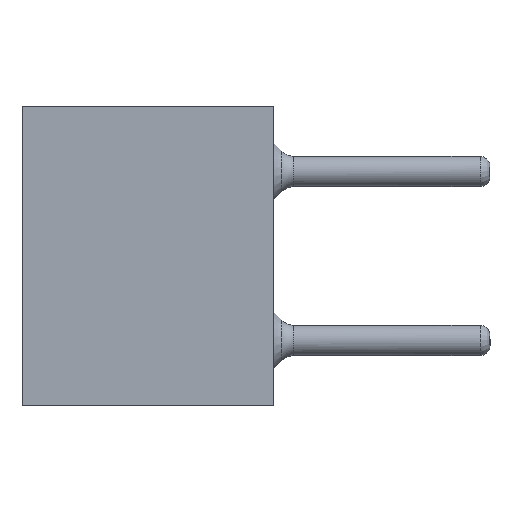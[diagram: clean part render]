
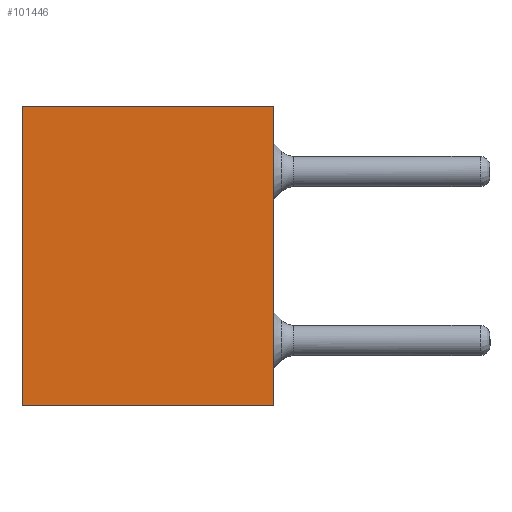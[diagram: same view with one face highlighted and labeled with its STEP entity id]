
A CAD part, left-side view. The second image highlights one B-rep face of the part: STEP entity #101446.
In plain terms, the highlighted planar face has unit normal (-1, 0, 0).
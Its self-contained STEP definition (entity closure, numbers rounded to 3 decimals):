
#93314=CARTESIAN_POINT('',(-5.08,0.,-3.25));
#93315=VERTEX_POINT('',#93314);
#93316=CARTESIAN_POINT('',(-5.08,3.8,-3.25));
#93317=VERTEX_POINT('',#93316);
#93318=CARTESIAN_POINT('',(-5.08,0.,-3.25));
#93319=CARTESIAN_POINT('',(-5.08,0.76,-3.25));
#93320=CARTESIAN_POINT('',(-5.08,1.52,-3.25));
#93321=CARTESIAN_POINT('',(-5.08,2.28,-3.25));
#93322=CARTESIAN_POINT('',(-5.08,3.04,-3.25));
#93323=CARTESIAN_POINT('',(-5.08,3.8,-3.25));
#93324=B_SPLINE_CURVE_WITH_KNOTS('',5,(#93318,#93319,#93320,#93321,#93322,#93323),.UNSPECIFIED.,.F.,.U.,(6,6),(0.,3.8),.UNSPECIFIED.);
#93325=EDGE_CURVE('',#93315,#93317,#93324,.T.);
#96083=CARTESIAN_POINT('',(-5.08,3.8,1.27));
#96084=VERTEX_POINT('',#96083);
#96085=CARTESIAN_POINT('',(-5.08,3.8,-3.25));
#96086=CARTESIAN_POINT('',(-5.08,3.8,-2.346));
#96087=CARTESIAN_POINT('',(-5.08,3.8,-1.442));
#96088=CARTESIAN_POINT('',(-5.08,3.8,-0.538));
#96089=CARTESIAN_POINT('',(-5.08,3.8,0.366));
#96090=CARTESIAN_POINT('',(-5.08,3.8,1.27));
#96091=B_SPLINE_CURVE_WITH_KNOTS('',5,(#96085,#96086,#96087,#96088,#96089,#96090),.UNSPECIFIED.,.F.,.U.,(6,6),(0.,4.52),.UNSPECIFIED.);
#96092=EDGE_CURVE('',#93317,#96084,#96091,.T.);
#97523=CARTESIAN_POINT('',(-5.08,0.,1.27));
#97524=VERTEX_POINT('',#97523);
#97531=CARTESIAN_POINT('',(-5.08,0.,1.27));
#97532=CARTESIAN_POINT('',(-5.08,0.,0.366));
#97533=CARTESIAN_POINT('',(-5.08,0.,-0.538));
#97534=CARTESIAN_POINT('',(-5.08,0.,-1.442));
#97535=CARTESIAN_POINT('',(-5.08,0.,-2.346));
#97536=CARTESIAN_POINT('',(-5.08,0.,-3.25));
#97537=B_SPLINE_CURVE_WITH_KNOTS('',5,(#97531,#97532,#97533,#97534,#97535,#97536),.UNSPECIFIED.,.F.,.U.,(6,6),(0.,4.52),.UNSPECIFIED.);
#97538=EDGE_CURVE('',#97524,#93315,#97537,.T.);
#98813=CARTESIAN_POINT('',(-5.08,3.8,1.27));
#98814=CARTESIAN_POINT('',(-5.08,3.04,1.27));
#98815=CARTESIAN_POINT('',(-5.08,2.28,1.27));
#98816=CARTESIAN_POINT('',(-5.08,1.52,1.27));
#98817=CARTESIAN_POINT('',(-5.08,0.76,1.27));
#98818=CARTESIAN_POINT('',(-5.08,0.,1.27));
#98819=B_SPLINE_CURVE_WITH_KNOTS('',5,(#98813,#98814,#98815,#98816,#98817,#98818),.UNSPECIFIED.,.F.,.U.,(6,6),(0.,3.8),.UNSPECIFIED.);
#98820=EDGE_CURVE('',#96084,#97524,#98819,.T.);
#101435=CARTESIAN_POINT('',(-5.08,1.9,-0.99));
#101436=DIRECTION('',(0.,0.,1.));
#101437=DIRECTION('',(-1.,0.,0.));
#101438=AXIS2_PLACEMENT_3D('',#101435,#101437,#101436);
#101439=PLANE('',#101438);
#101440=ORIENTED_EDGE('',*,*,#98820,.F.);
#101441=ORIENTED_EDGE('',*,*,#96092,.F.);
#101442=ORIENTED_EDGE('',*,*,#93325,.F.);
#101443=ORIENTED_EDGE('',*,*,#97538,.F.);
#101444=EDGE_LOOP('',(#101440,#101441,#101442,#101443));
#101445=FACE_OUTER_BOUND('',#101444,.T.);
#101446=ADVANCED_FACE('',(#101445),#101439,.T.);
